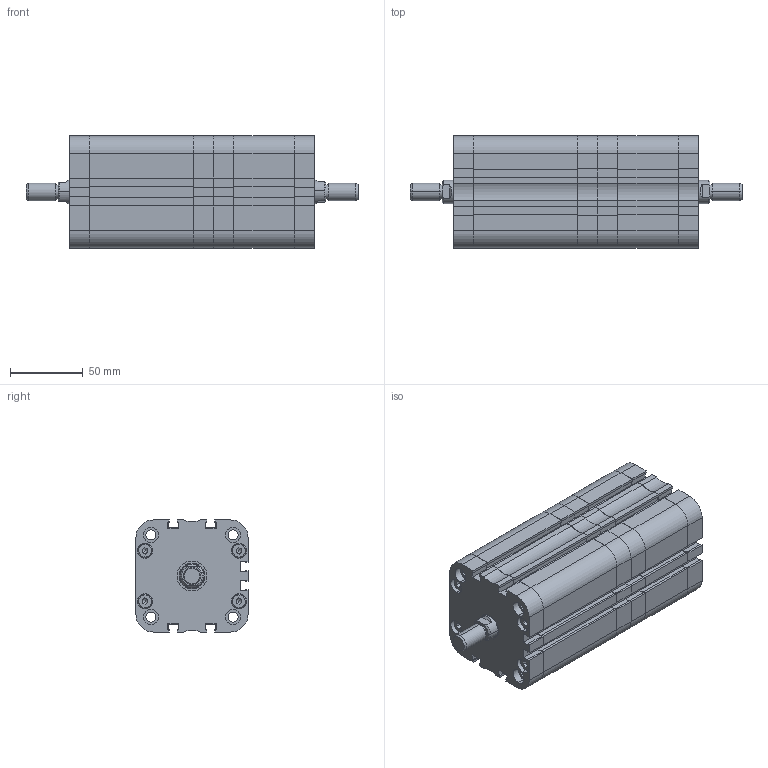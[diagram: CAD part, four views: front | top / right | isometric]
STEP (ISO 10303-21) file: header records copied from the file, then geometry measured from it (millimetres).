
FILE_DESCRIPTION (( 'STEP AP214' ), '1' );
FILE_NAME ('SM_025_063_0020_0050_NP.STEP', '2019-11-25T07:46:26', ( '' ), ( '' ), 'SwSTEP 2.0', 'SolidWorks 2019', '' );
FILE_SCHEMA (( 'AUTOMOTIVE_DESIGN' ));
Length unit declared in the file: millimetre
Products named in the file (25): Pokrywa przód kpl^TANDEM DT_Pokrywa prz¢d kpl - D063; Kopia Tuleja prowadz¹ca^Pokrywa przód kpl_TANDEM DT_Tuleja prowadz¥ca - D063; Tuleja^TANDEM DT - 2_Tuleja - D063; T³oczysko^TANDEM DT_Tˆoczysko - D063; Kopia SMART - U. t³oka wklejana^T³ok kpl_TANDEM DT_U. tˆoka wklejana - D063; Kopia SMART - U. t硂czyska^Pokrywa prz骴 kpl_TANDEM DT_U. t坥czyska - D063; T³oczysko^TANDEM DT - 2_Tˆoczysko - D063; Kopia SMART - U. t³oka luŸna^T³ok kpl_TANDEM DT_U. tˆoka lu«na - D063; Kopia Pokrywa ty³^Pokrywa ty³ kpl_TANDEM DT_Smart - Pok tyˆ - D063; Kopia Magnes^T³ok kpl_TANDEM DT_Magnes D063; T硂k kpl^TANDEM DT_T坥k kpl - D063; Pokrywa ty³ kpl^TANDEM DT_Pok tyˆ - D063; Kopia Pierœcieñ prowadz¹cy^T³ok kpl_TANDEM DT_Pier˜cieä prowadz¥cy D063; Kopia SMART - U. t³oka S^T³ok kpl_TANDEM DT_U. tˆoka S - D063; socket head thin cap screw_din_DIN 7984 - M6 x 25 --- 22N; Kopia Pokrywa prz^Pokrywa prz kpl_TANDEM DT_Smart - Pok prz｢d - D063; Kopia T硂k^T硂k kpl_TANDEM DT_T坥k - D063; SM_025_063_0020_0050_NP; Kopia SMART - U. typ Oring - pokrywa^Pokrywa ty³ kpl_TANDEM DT_U. typ Oring - D063; socket head thin cap screw_din_DIN 7984 - M8 x 30 --- 26.25N; Tuleja^TANDEM DT_Tuleja - D063; Kopia SMART - U. typ Oring - pokrywa^Pokrywa przód kpl_TANDEM DT_U. typ Oring - D063
Assembly tree (52 placements, depth 3):
  SM_025_063_0020_0050_NP
    Pokrywa przód kpl^TANDEM DT_Pokrywa prz¢d kpl - D063
      Kopia Pokrywa prz^Pokrywa prz kpl_TANDEM DT_Smart - Pok prz｢d - D063
      Kopia SMART - U. typ Oring - pokrywa^Pokrywa przód kpl_TANDEM DT_U. typ Oring - D063
      Kopia Tuleja prowadz¹ca^Pokrywa przód kpl_TANDEM DT_Tuleja prowadz¥ca - D063
      Kopia SMART - U. t硂czyska^Pokrywa prz骴 kpl_TANDEM DT_U. t坥czyska - D063
    Tuleja^TANDEM DT_Tuleja - D063
    Pokrywa ty³ kpl^TANDEM DT_Pok tyˆ - D063
      Kopia Pokrywa ty³^Pokrywa ty³ kpl_TANDEM DT_Smart - Pok tyˆ - D063
      Kopia SMART - U. typ Oring - pokrywa^Pokrywa ty³ kpl_TANDEM DT_U. typ Oring - D063
    socket head thin cap screw_din_DIN 7984 - M6 x 25 --- 22N  x16
    T硂k kpl^TANDEM DT_T坥k kpl - D063
      Kopia T硂k^T硂k kpl_TANDEM DT_T坥k - D063
      Kopia Magnes^T³ok kpl_TANDEM DT_Magnes D063
      Kopia Pierœcieñ prowadz¹cy^T³ok kpl_TANDEM DT_Pier˜cieä prowadz¥cy D063
      Kopia SMART - U. t³oka luŸna^T³ok kpl_TANDEM DT_U. tˆoka lu«na - D063
      Kopia SMART - U. t³oka wklejana^T³ok kpl_TANDEM DT_U. tˆoka wklejana - D063
      Kopia SMART - U. t³oka S^T³ok kpl_TANDEM DT_U. tˆoka S - D063
    socket head thin cap screw_din_DIN 7984 - M8 x 30 --- 26.25N  x2
    T³oczysko^TANDEM DT_Tˆoczysko - D063
    Pokrywa przód kpl^TANDEM DT_Pokrywa prz¢d kpl - D063
      Kopia Pokrywa prz^Pokrywa prz kpl_TANDEM DT_Smart - Pok prz｢d - D063
      Kopia SMART - U. typ Oring - pokrywa^Pokrywa przód kpl_TANDEM DT_U. typ Oring - D063
      Kopia Tuleja prowadz¹ca^Pokrywa przód kpl_TANDEM DT_Tuleja prowadz¥ca - D063
      Kopia SMART - U. t硂czyska^Pokrywa prz骴 kpl_TANDEM DT_U. t坥czyska - D063
    Tuleja^TANDEM DT - 2_Tuleja - D063
    Pokrywa ty³ kpl^TANDEM DT_Pok tyˆ - D063
      Kopia Pokrywa ty³^Pokrywa ty³ kpl_TANDEM DT_Smart - Pok tyˆ - D063
      Kopia SMART - U. typ Oring - pokrywa^Pokrywa ty³ kpl_TANDEM DT_U. typ Oring - D063
    T硂k kpl^TANDEM DT_T坥k kpl - D063
      Kopia T硂k^T硂k kpl_TANDEM DT_T坥k - D063
      Kopia Magnes^T³ok kpl_TANDEM DT_Magnes D063
      Kopia Pierœcieñ prowadz¹cy^T³ok kpl_TANDEM DT_Pier˜cieä prowadz¥cy D063
      Kopia SMART - U. t³oka luŸna^T³ok kpl_TANDEM DT_U. tˆoka lu«na - D063
      Kopia SMART - U. t³oka wklejana^T³ok kpl_TANDEM DT_U. tˆoka wklejana - D063
      Kopia SMART - U. t³oka S^T³ok kpl_TANDEM DT_U. tˆoka S - D063
    T³oczysko^TANDEM DT - 2_Tˆoczysko - D063
Bounding box: 228 x 77 x 77 mm (x, y, z)
Volume: 544588 mm3; surface area: 306360.1 mm2
Topology: 48 solids, 48 shells, 2174 faces, 5422 edges, 3486 vertices
Faces by surface type: plane 1090, cylinder 618, bspline 244, cone 150, torus 72
Entity records: 40515 total; most frequent: CARTESIAN_POINT 12775, ORIENTED_EDGE 5560, DIRECTION 5336, EDGE_CURVE 2780, VERTEX_POINT 1830, AXIS2_PLACEMENT_3D 1821, LINE 1694, VECTOR 1694
